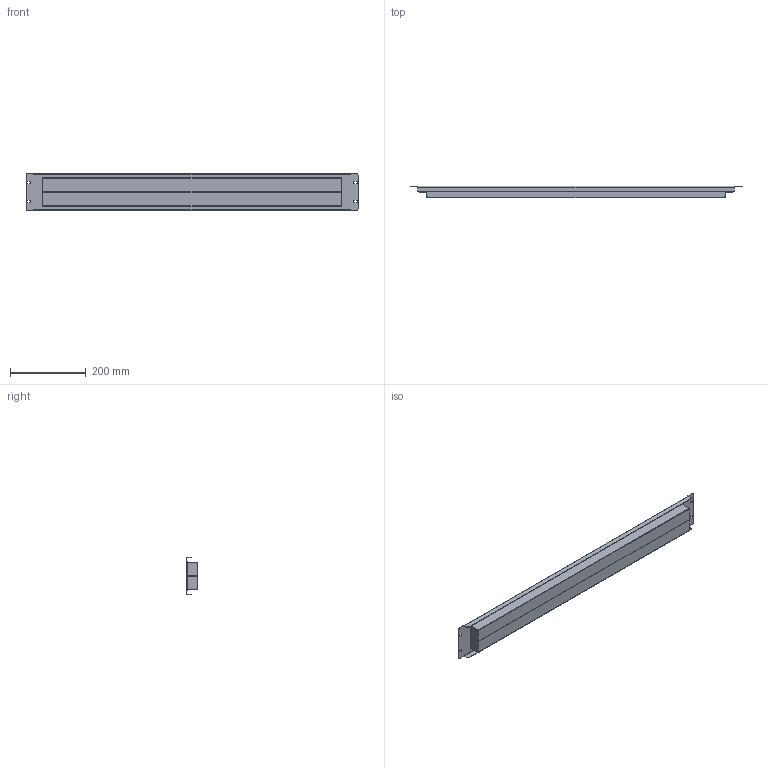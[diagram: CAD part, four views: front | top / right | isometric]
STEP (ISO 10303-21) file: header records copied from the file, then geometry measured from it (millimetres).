
FILE_DESCRIPTION (( 'STEP AP214' ), '1' );
FILE_NAME ('923.110.STEP', '2025-04-01T04:37:07', ( '' ), ( '' ), 'SwSTEP 2.0', 'SolidWorks 2021', '' );
FILE_SCHEMA (( 'AUTOMOTIVE_DESIGN' ));
Length unit declared in the file: millimetre
Products named in the file (3): 923.110 櫡翴錪; Ãóáêà; 923.110
Assembly tree (3 placements, depth 2):
  923.110
    923.110 櫡翴錪
    Ãóáêà  x2
Bounding box: 876.5 x 30 x 100 mm (x, y, z)
Volume: 1610705.8 mm3; surface area: 395955.1 mm2
Topology: 3 solids, 3 shells, 100 faces, 254 edges, 160 vertices
Faces by surface type: plane 66, cylinder 34
Entity records: 2972 total; most frequent: DIRECTION 514, CARTESIAN_POINT 494, ORIENTED_EDGE 484, EDGE_CURVE 242, AXIS2_PLACEMENT_3D 172, LINE 170, VECTOR 170, VERTEX_POINT 152
